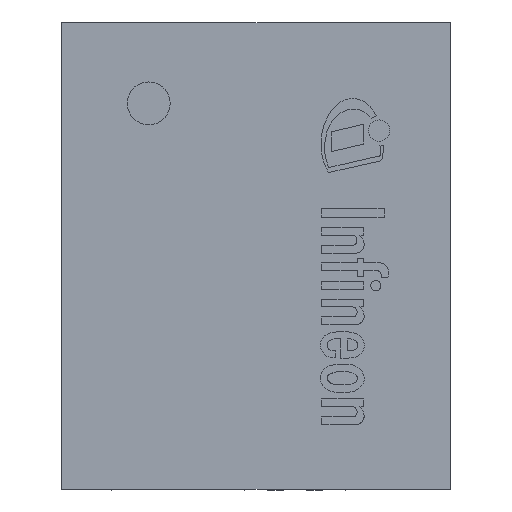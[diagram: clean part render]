
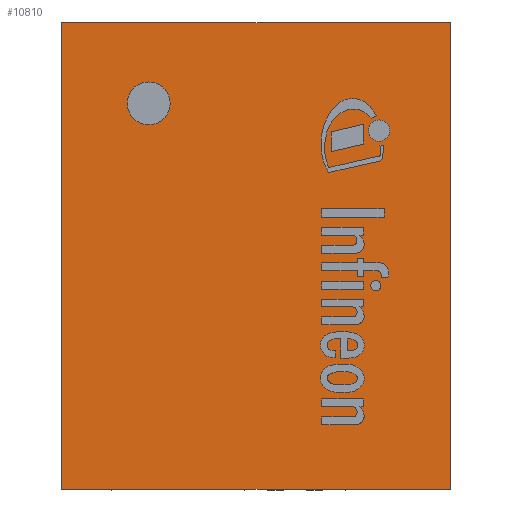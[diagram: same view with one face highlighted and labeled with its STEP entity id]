
A CAD part, top view. The second image highlights one B-rep face of the part: STEP entity #10810.
In plain terms, the highlighted planar face has unit normal (0, 0, 1).
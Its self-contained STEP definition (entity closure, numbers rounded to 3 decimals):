
#72=FACE_BOUND('',#1886,.T.);
#578=CIRCLE('',#11864,0.275);
#1289=FACE_OUTER_BOUND('',#1885,.T.);
#1885=EDGE_LOOP('',(#9437,#9438,#9439,#9440));
#1886=EDGE_LOOP('',(#9441));
#2875=LINE('',#17757,#3971);
#2878=LINE('',#17763,#3974);
#2881=LINE('',#17769,#3977);
#2884=LINE('',#17773,#3980);
#3971=VECTOR('',#14660,1.);
#3974=VECTOR('',#14665,1.);
#3977=VECTOR('',#14670,1.);
#3980=VECTOR('',#14675,1.);
#5064=VERTEX_POINT('',#17745);
#5068=VERTEX_POINT('',#17754);
#5069=VERTEX_POINT('',#17756);
#5071=VERTEX_POINT('',#17762);
#5073=VERTEX_POINT('',#17768);
#6547=EDGE_CURVE('',#5064,#5064,#578,.T.);
#6551=EDGE_CURVE('',#5069,#5068,#2875,.T.);
#6554=EDGE_CURVE('',#5071,#5069,#2878,.T.);
#6557=EDGE_CURVE('',#5073,#5071,#2881,.T.);
#6560=EDGE_CURVE('',#5068,#5073,#2884,.T.);
#9437=ORIENTED_EDGE('',*,*,#6560,.T.);
#9438=ORIENTED_EDGE('',*,*,#6557,.T.);
#9439=ORIENTED_EDGE('',*,*,#6554,.T.);
#9440=ORIENTED_EDGE('',*,*,#6551,.T.);
#9441=ORIENTED_EDGE('',*,*,#6547,.T.);
#10238=PLANE('',#11872);
#10810=ADVANCED_FACE('',(#1289,#72),#10238,.T.);
#11864=AXIS2_PLACEMENT_3D('',#17746,#14650,#14651);
#11872=AXIS2_PLACEMENT_3D('',#17775,#14678,#14679);
#14650=DIRECTION('center_axis',(0.,0.,-1.));
#14651=DIRECTION('ref_axis',(-1.,0.,0.));
#14660=DIRECTION('',(1.,0.,0.));
#14665=DIRECTION('',(0.,-1.,0.));
#14670=DIRECTION('',(-1.,0.,0.));
#14675=DIRECTION('',(0.,1.,0.));
#14678=DIRECTION('center_axis',(0.,0.,1.));
#14679=DIRECTION('ref_axis',(0.,-1.,0.));
#17745=CARTESIAN_POINT('',(-1.1,1.955,1.));
#17746=CARTESIAN_POINT('Origin',(-1.375,1.955,1.));
#17754=CARTESIAN_POINT('',(2.49,-2.99,1.));
#17756=CARTESIAN_POINT('',(-2.49,-2.99,1.));
#17757=CARTESIAN_POINT('',(2.49,-2.99,1.));
#17762=CARTESIAN_POINT('',(-2.49,2.99,1.));
#17763=CARTESIAN_POINT('',(-2.49,-2.99,1.));
#17768=CARTESIAN_POINT('',(2.49,2.99,1.));
#17769=CARTESIAN_POINT('',(-2.49,2.99,1.));
#17773=CARTESIAN_POINT('',(2.49,2.99,1.));
#17775=CARTESIAN_POINT('Origin',(0.,0.,1.));
